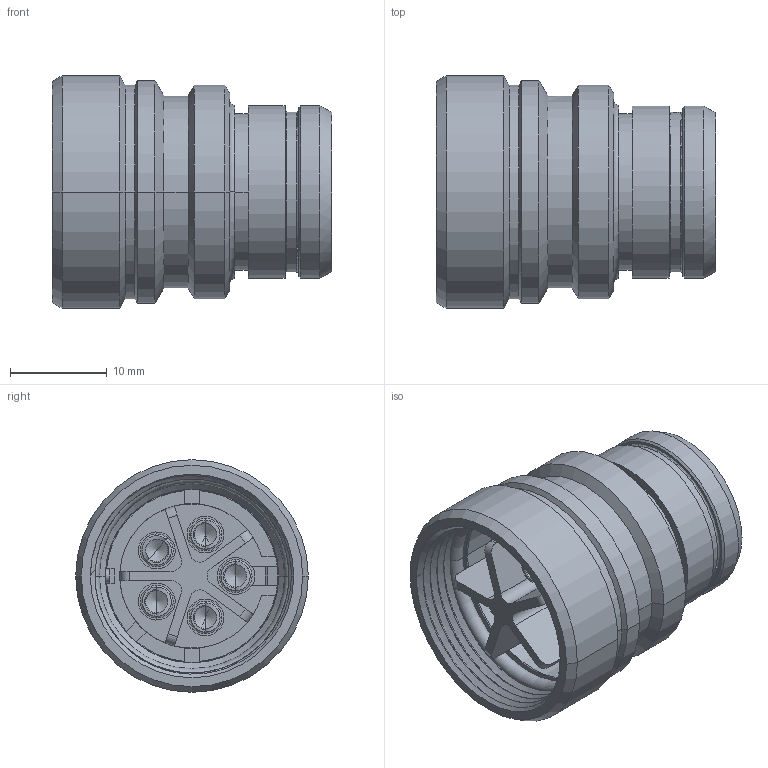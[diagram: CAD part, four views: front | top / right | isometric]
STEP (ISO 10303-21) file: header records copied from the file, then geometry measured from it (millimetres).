
FILE_DESCRIPTION((''),'2;1');
FILE_NAME('1331P205MZ','2024-07-17T16:17:23',('paultorloting'),('NET AG system integration'),'CREO PARAMETRIC BY PTC INC, 2021404','CREO PARAMETRIC BY PTC INC, 2021404','');
FILE_SCHEMA(('AUTOMOTIVE_DESIGN { 1 0 10303 214 1 1 1 1 }'));
Length unit declared in the file: millimetre
Products named in the file (1): 1331P205MZ
Bounding box: 28.8 x 24 x 24 mm (x, y, z)
Volume: 6102.9 mm3; surface area: 6972.9 mm2
Topology: 1 solids, 1 shells, 419 faces, 1095 edges, 690 vertices
Faces by surface type: plane 213, cylinder 122, cone 42, torus 28, sphere 10, bspline 4
Entity records: 18204 total; most frequent: CARTESIAN_POINT 4813, ORIENTED_EDGE 2150, DIRECTION 2085, EDGE_CURVE 1075, AXIS2_PLACEMENT_3D 703, VERTEX_POINT 690, VECTOR 676, LINE 676
